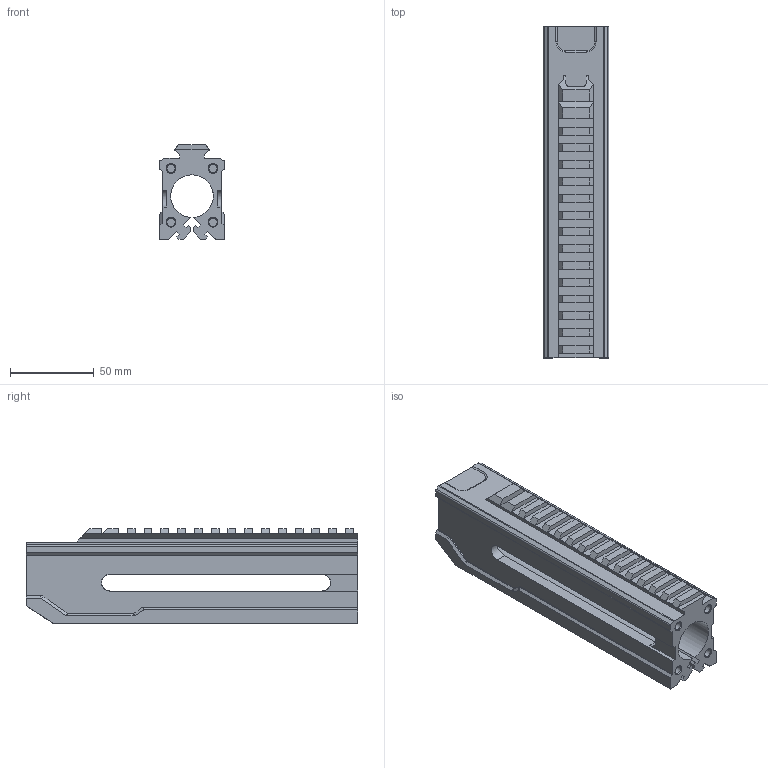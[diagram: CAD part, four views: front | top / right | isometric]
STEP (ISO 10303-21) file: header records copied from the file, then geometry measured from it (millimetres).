
FILE_DESCRIPTION(('HOOPS Exchange Step'),'2;1');
FILE_NAME('temp_export','2026-04-05T14:21:29-05:00',('mobile'),('Shapr3D Limited'),'HOOPS Exchange 2025.9','Shapr3D','Authorized');
FILE_SCHEMA( ('AP242_MANAGED_MODEL_BASED_3D_ENGINEERING_MIM_LF {1 0 10303 442 1 1 4}') );
Length unit declared in the file: millimetre
Products named in the file (4): Upper hand guard; DONE; HG top mid.step; root
Assembly tree (3 placements, depth 4):
  root
    HG top mid.step
      DONE
        Upper hand guard
Bounding box: 39.02 x 197.7 x 56.57 mm (x, y, z)
Volume: 222593.4 mm3; surface area: 65980.5 mm2
Topology: 1 solids, 1 shells, 204 faces, 580 edges, 384 vertices
Faces by surface type: plane 150, cylinder 44, cone 8, torus 2
Full cylindrical faces by diameter (mm): 4.9 x8
Entity records: 6967 total; most frequent: CARTESIAN_POINT 1562, ORIENTED_EDGE 1160, DIRECTION 1030, EDGE_CURVE 580, VECTOR 470, LINE 470, VERTEX_POINT 384, AXIS2_PLACEMENT_3D 280
